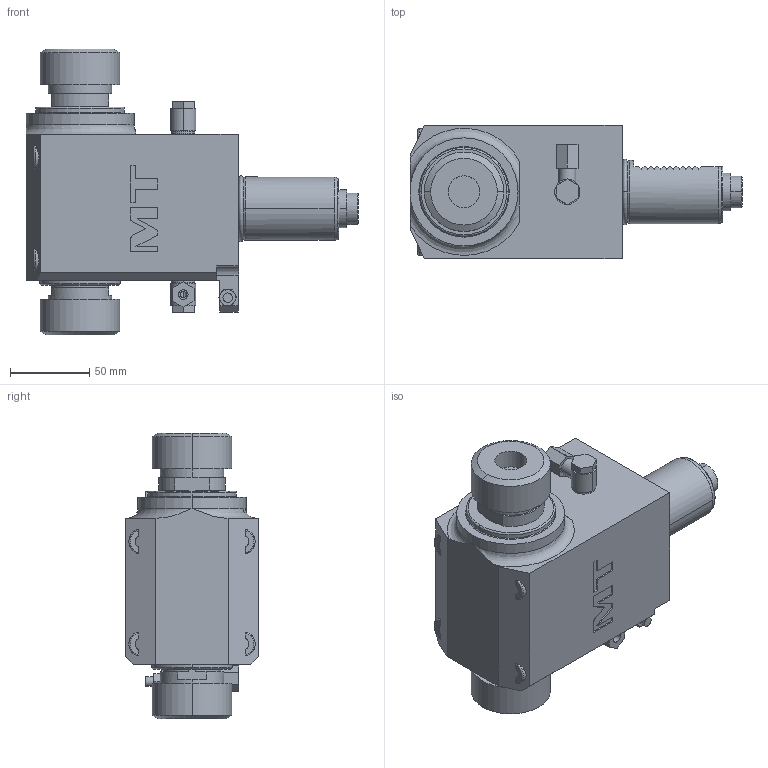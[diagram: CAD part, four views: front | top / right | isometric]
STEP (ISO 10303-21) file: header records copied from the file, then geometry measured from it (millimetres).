
FILE_DESCRIPTION((''),'2;1');
FILE_NAME('SAU0030232_CONF','2025-01-09T17:08:56',('fpalella'),('M.T. srl'),'CREO PARAMETRIC BY PTC INC, 2023352','CREO PARAMETRIC BY PTC INC, 2023352','');
FILE_SCHEMA(('CONFIG_CONTROL_DESIGN'));
Length unit declared in the file: millimetre
Products named in the file (1): SAU0030232_CONF
Bounding box: 209 x 84 x 180.02 mm (x, y, z)
Volume: 1275650.2 mm3; surface area: 99634.4 mm2
Topology: 1 solids, 1 shells, 422 faces, 1042 edges, 658 vertices
Faces by surface type: plane 230, cylinder 116, cone 53, torus 19, extrusion 4
Entity records: 13771 total; most frequent: CARTESIAN_POINT 3796, ORIENTED_EDGE 2080, DIRECTION 2043, EDGE_CURVE 1040, AXIS2_PLACEMENT_3D 743, VERTEX_POINT 658, VECTOR 557, LINE 553
